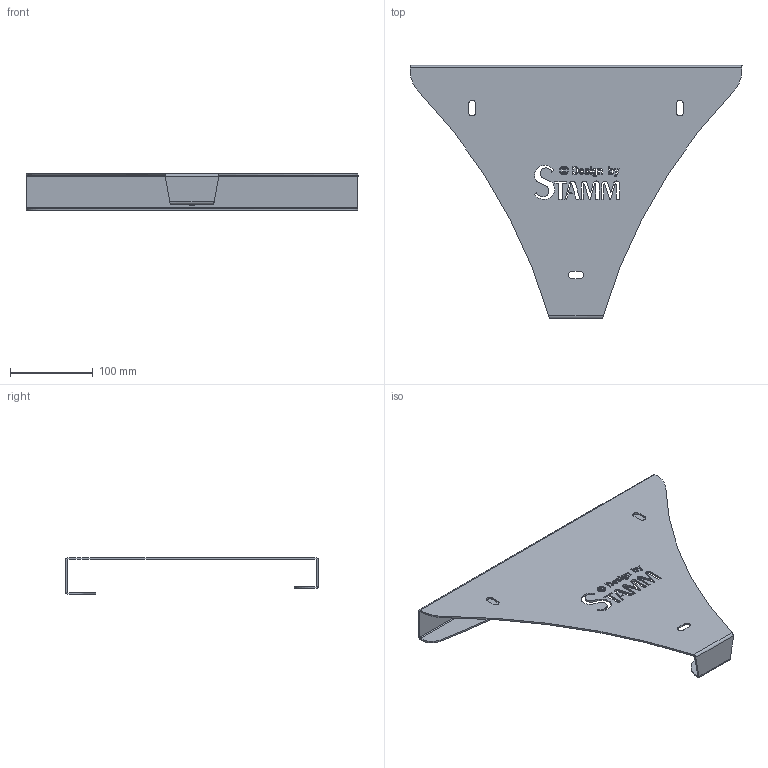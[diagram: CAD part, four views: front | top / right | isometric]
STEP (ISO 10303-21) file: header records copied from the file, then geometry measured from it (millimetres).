
FILE_DESCRIPTION (( 'STEP AP203' ), '1' );
FILE_NAME ('1-PK-WH.step', '2022-03-17T15:21:08', ( '' ), ( '' ), 'SwSTEP 2.0', 'SolidWorks 2018', '' );
FILE_SCHEMA (( 'CONFIG_CONTROL_DESIGN' ));
Length unit declared in the file: millimetre
Products named in the file (1): 1-PK-WH
Bounding box: 400 x 304.8 x 43.86 mm (x, y, z)
Volume: 187259.7 mm3; surface area: 192739.6 mm2
Topology: 1 solids, 1 shells, 1529 faces, 4489 edges, 2982 vertices
Faces by surface type: plane 1368, bspline 106, cylinder 55
Full cylindrical faces by diameter (mm): 8 x1
Entity records: 53189 total; most frequent: CARTESIAN_POINT 13066, ORIENTED_EDGE 8976, DIRECTION 7194, EDGE_CURVE 4488, VECTOR 4126, LINE 4126, VERTEX_POINT 2982, EDGE_LOOP 1598
